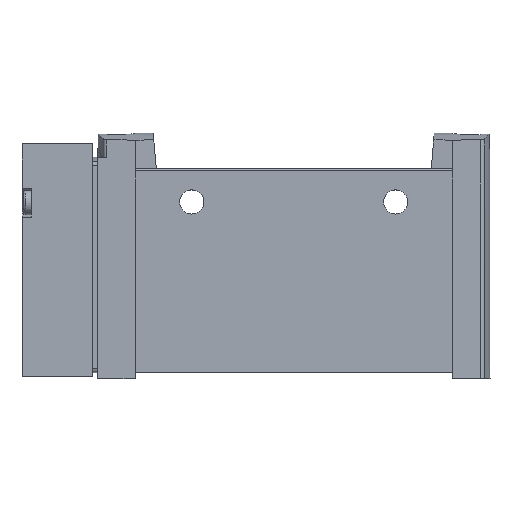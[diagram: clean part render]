
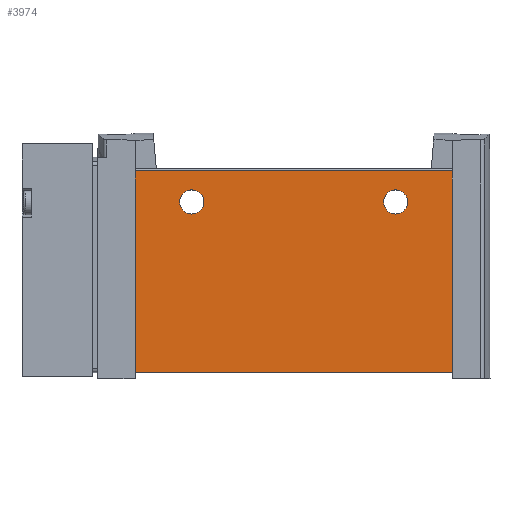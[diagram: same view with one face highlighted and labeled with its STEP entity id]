
A CAD part, top view. The second image highlights one B-rep face of the part: STEP entity #3974.
In plain terms, the highlighted planar face has unit normal (0, 0, 1).
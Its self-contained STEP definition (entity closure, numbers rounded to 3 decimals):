
#62=PLANE('',#4296);
#202=CIRCLE('',#4297,1.6);
#203=CIRCLE('',#4298,1.6);
#466=LINE('',#6345,#783);
#482=LINE('',#6383,#799);
#504=LINE('',#6442,#821);
#507=LINE('',#6450,#824);
#783=VECTOR('',#4917,1000.);
#799=VECTOR('',#4949,1000.);
#821=VECTOR('',#5005,1000.);
#824=VECTOR('',#5014,1000.);
#1266=ORIENTED_EDGE('',*,*,#2407,.F.);
#1267=ORIENTED_EDGE('',*,*,#2408,.F.);
#1268=ORIENTED_EDGE('',*,*,#2355,.T.);
#1269=ORIENTED_EDGE('',*,*,#2409,.F.);
#1270=ORIENTED_EDGE('',*,*,#2374,.F.);
#1271=ORIENTED_EDGE('',*,*,#2404,.T.);
#2355=EDGE_CURVE('',#2933,#2932,#466,.T.);
#2374=EDGE_CURVE('',#2946,#2947,#482,.T.);
#2404=EDGE_CURVE('',#2946,#2933,#504,.T.);
#2407=EDGE_CURVE('',#2967,#2967,#202,.F.);
#2408=EDGE_CURVE('',#2968,#2968,#203,.F.);
#2409=EDGE_CURVE('',#2947,#2932,#507,.T.);
#2932=VERTEX_POINT('',#6344);
#2933=VERTEX_POINT('',#6346);
#2946=VERTEX_POINT('',#6382);
#2947=VERTEX_POINT('',#6384);
#2967=VERTEX_POINT('',#6447);
#2968=VERTEX_POINT('',#6449);
#3279=EDGE_LOOP('',(#1266));
#3280=EDGE_LOOP('',(#1267));
#3281=EDGE_LOOP('',(#1268,#1269,#1270,#1271));
#3575=FACE_BOUND('',#3279,.T.);
#3576=FACE_BOUND('',#3280,.T.);
#3577=FACE_BOUND('',#3281,.T.);
#3974=ADVANCED_FACE('',(#3575,#3576,#3577),#62,.F.);
#4296=AXIS2_PLACEMENT_3D('',#6445,#5008,#5009);
#4297=AXIS2_PLACEMENT_3D('',#6446,#5010,#5011);
#4298=AXIS2_PLACEMENT_3D('',#6448,#5012,#5013);
#4917=DIRECTION('',(0.,-1.,0.));
#4949=DIRECTION('',(0.,-1.,0.));
#5005=DIRECTION('',(-1.,0.,0.));
#5008=DIRECTION('',(0.,0.,-1.));
#5009=DIRECTION('',(-1.,0.,0.));
#5010=DIRECTION('',(0.,0.,-1.));
#5011=DIRECTION('',(-1.,0.,0.));
#5012=DIRECTION('',(0.,0.,-1.));
#5013=DIRECTION('',(-1.,0.,0.));
#5014=DIRECTION('',(-1.,0.,0.));
#6344=CARTESIAN_POINT('',(-21.,0.,5.125));
#6345=CARTESIAN_POINT('',(-21.,26.7,5.125));
#6346=CARTESIAN_POINT('',(-21.,26.7,5.125));
#6382=CARTESIAN_POINT('',(21.,26.7,5.125));
#6383=CARTESIAN_POINT('',(21.,26.7,5.125));
#6384=CARTESIAN_POINT('',(21.,0.,5.125));
#6442=CARTESIAN_POINT('',(21.,26.7,5.125));
#6445=CARTESIAN_POINT('',(21.,26.7,5.125));
#6446=CARTESIAN_POINT('',(-13.5,22.6,5.125));
#6447=CARTESIAN_POINT('',(-15.1,22.6,5.125));
#6448=CARTESIAN_POINT('',(13.5,22.6,5.125));
#6449=CARTESIAN_POINT('',(11.9,22.6,5.125));
#6450=CARTESIAN_POINT('',(21.,0.,5.125));
